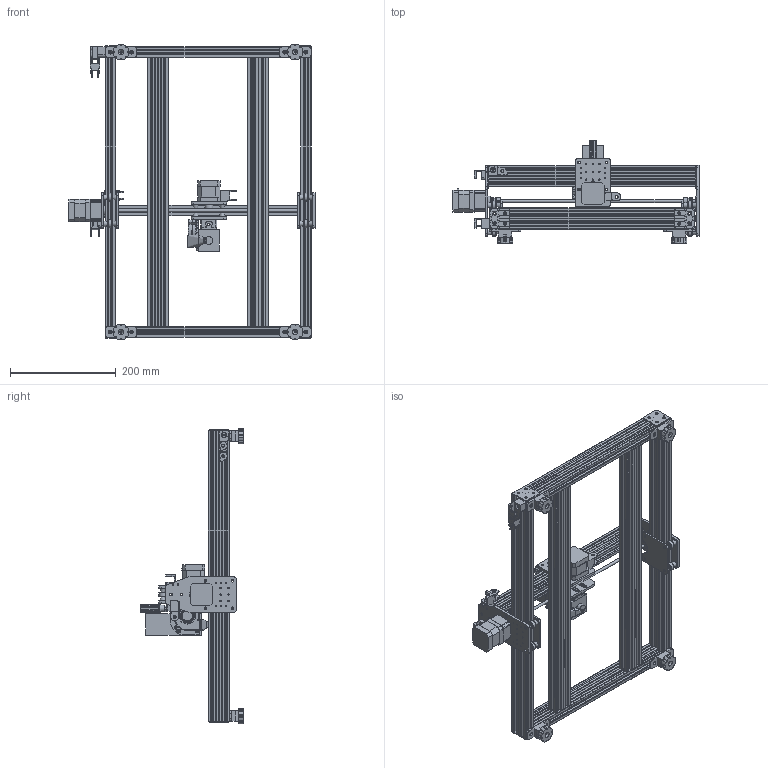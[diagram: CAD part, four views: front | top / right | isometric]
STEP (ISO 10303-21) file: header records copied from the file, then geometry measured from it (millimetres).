
FILE_DESCRIPTION(/* description */ (''),/* implementation_level */ '2;1');
FILE_NAME(/* name */ 'laserCNC.step',/* time_stamp */ '2021-02-21T19:29:58+03:00',/* author */ (''),/* organization */ (''),/* preprocessor_version */ 'ST-DEVELOPER v18.1',/* originating_system */ 'Autodesk Translation Framework v9.7.1.1290',/* authorisation */ '');
FILE_SCHEMA (('AUTOMOTIVE_DESIGN { 1 0 10303 214 3 1 1 }'));
Products named in the file (47): assembled; X axis; xStepperPlate; xPlate; xPlateBack; stepperSpacer; rod; shaftCoupler; Ball Bearing 5 x 16 x 5; V-Slot 20x40 v1; V-Slot 20x20 v1 (2); Frame; V-Slot 20x40 v1 (1); V-Slot 20x40 v1 (1) (1); V-Slot 20x40 v1 (1)_1; V-Slot 20x20 v1 (2) (1); V-Slot 20x40 v1 (1) (1)_1; V-Slot 20x20 v1 (2) (1) (1); plate40x40; V-Slot 20x40 v1 (1) (2); V-Slot 20x40 v1 (1) (2)_1; V-Slot 20x20 v1 (2) (1) (2); leg; leg_nut; Y axis; wheel15; wheelSpacer; yStepperPlate; yPlate; Nema17; GT2 20T5B; Wiring; Drag Chain 10x10_BlocEnd v1; Drag Chain 10x10_BlocStart v1; Bloc v1; Drag Chain 10x10_BlocStart v1 (1); Drag Chain 10x10_BlocEnd v1 (1); Laser; headHolder1; headHolder2 ...
Assembly tree (96 placements, depth 4):
  assembled
    X axis
      xStepperPlate
      xPlate
      wheelSpacer  x16
      wheel15  x8
      xPlateBack  x2
      stepperSpacer
      Nema17
      rod
      shaftCoupler
      GT2 20T5B  x2
      Ball Bearing 5 x 16 x 5
      V-Slot 20x40 v1
        V-Slot 20x20 v1 (2)
    Frame
      V-Slot 20x40 v1 (1)
        V-Slot 20x20 v1 (2) (1)
      V-Slot 20x40 v1 (1) (1)
        V-Slot 20x20 v1 (2) (1) (1)
      V-Slot 20x40 v1 (1)_1
        V-Slot 20x20 v1 (2) (1)
      V-Slot 20x40 v1 (1) (1)_1
        V-Slot 20x20 v1 (2) (1) (1)
      plate40x40  x4
      V-Slot 20x40 v1 (1) (2)
        V-Slot 20x20 v1 (2) (1) (2)
      V-Slot 20x40 v1 (1) (2)_1
        V-Slot 20x20 v1 (2) (1) (2)
      leg  x4
      leg_nut  x4
    Y axis
      wheelSpacer  x8
      wheel15  x4
      yStepperPlate
      yPlate
      Nema17
      GT2 20T5B
    Wiring
      Drag Chain 10x10_BlocEnd v1
      Drag Chain 10x10_BlocStart v1
      Bloc v1
      Drag Chain 10x10_BlocStart v1 (1)
      Drag Chain 10x10_BlocEnd v1 (1)
    Laser
      headHolder1
      headHolder2
      headHolderScrew
      laser_1
      fanMount
      fan_12v
        corpo_topo
        corpo_base
        blade
Bounding box: 466 x 194.9 x 559.74 mm (x, y, z)
Volume: 1757141.2 mm3; surface area: 1208468.2 mm2
Topology: 90 solids, 90 shells, 3061 faces, 8486 edges, 5598 vertices
Faces by surface type: plane 1665, cylinder 1125, cone 149, bspline 95, torus 27
Full cylindrical faces by diameter (mm): 2 x14, 2.5 x15, 3 x19, 3.1 x4, 3.2 x62, 3.3 x36, 3.5 x4, 4 x4, 4.058 x36, 4.2 x14, 4.5 x16, 4.9 x40, 5 x11, 5.2 x40, 5.59 x6, 5.66 x6, 6 x1, 7 x6, 8.6 x2, 9.2 x1, 13.6 x2, 15 x7, 15.2 x12, 16 x1, 16.08 x1, 19 x1, 22 x3, 22.3 x1, 26 x1, 32 x1
Entity records: 71280 total; most frequent: CARTESIAN_POINT 20028, ORIENTED_EDGE 10550, DIRECTION 10349, EDGE_CURVE 5275, VERTEX_POINT 3473, LINE 3469, VECTOR 3469, AXIS2_PLACEMENT_3D 3440
